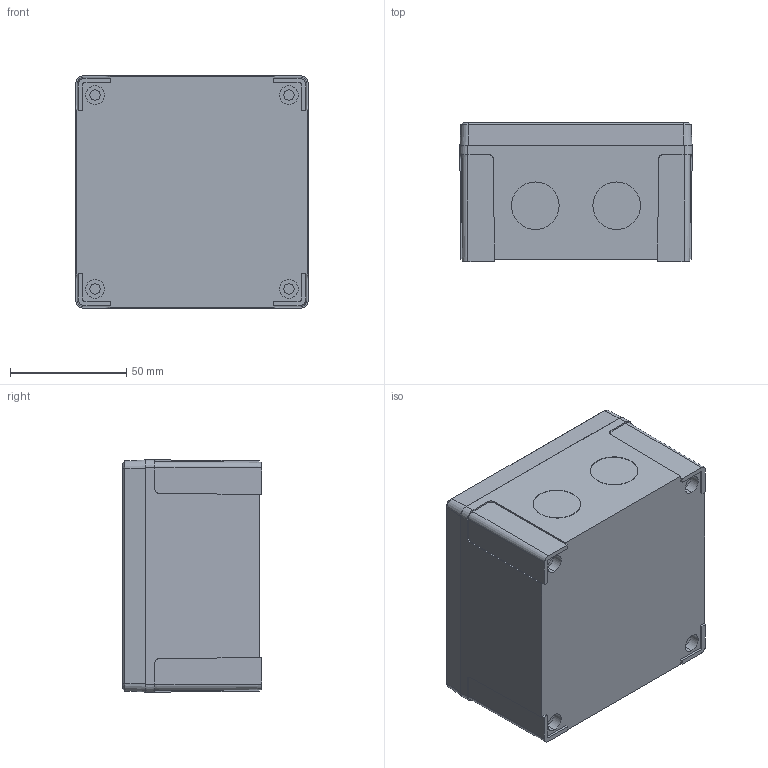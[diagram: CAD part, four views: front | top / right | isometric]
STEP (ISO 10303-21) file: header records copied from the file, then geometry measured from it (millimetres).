
FILE_DESCRIPTION (( 'STEP AP203' ), '1' );
FILE_NAME ('ULPCM9560G_Default.step', '2025-08-29T17:51:32', ( 'Windows User' ), ( 'AUTOMATION DIRECT' ), 'SwSTEP 2.0', 'SolidWorks 2024', '' );
FILE_SCHEMA (( 'CONFIG_CONTROL_DESIGN' ));
Length unit declared in the file: inch
Products named in the file (1): ULPCM9560G_Default
Bounding box: 100.1 x 60 x 100.1 mm (x, y, z)
Volume: 157845.7 mm3; surface area: 95111.9 mm2
Topology: 6 solids, 6 shells, 510 faces, 1257 edges, 830 vertices
Faces by surface type: plane 294, cylinder 176, cone 40
Entity records: 15326 total; most frequent: CARTESIAN_POINT 2790, DIRECTION 2683, ORIENTED_EDGE 2514, EDGE_CURVE 1257, AXIS2_PLACEMENT_3D 963, VERTEX_POINT 830, LINE 757, VECTOR 757
